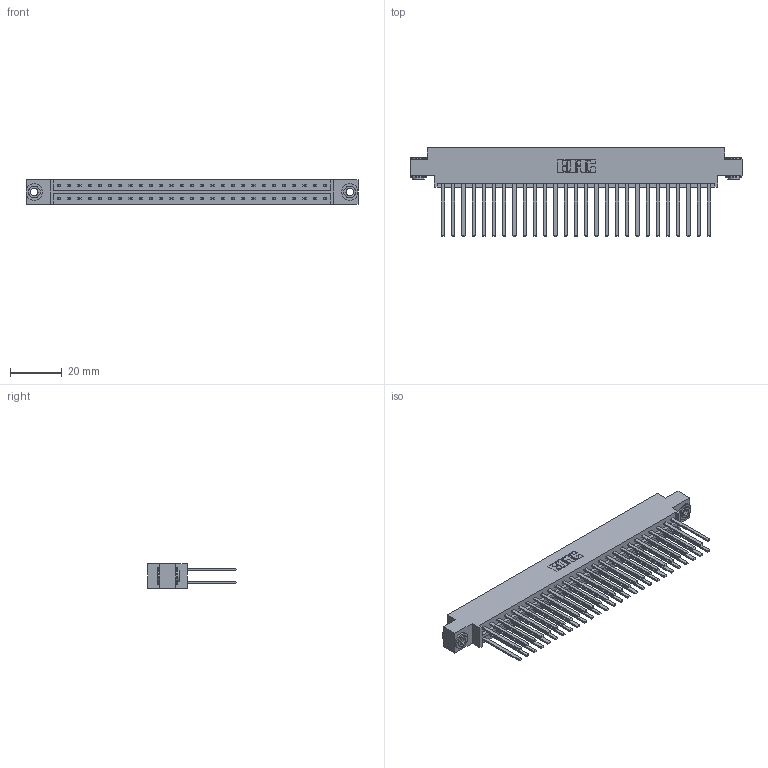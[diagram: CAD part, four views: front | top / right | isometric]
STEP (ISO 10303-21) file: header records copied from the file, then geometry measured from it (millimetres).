
FILE_DESCRIPTION (( 'STEP AP203' ), '1' );
FILE_NAME ('333-054-544-803.STEP', '2018-08-04T04:01:35', ( '' ), ( '' ), 'SwSTEP 2.0', 'SolidWorks 2016', '' );
FILE_SCHEMA (( 'CONFIG_CONTROL_DESIGN' ));
Length unit declared in the file: inch
Products named in the file (4): 333 Part_Offset - .156 Dia - TH; 345-292-001_345-293-144; 345-250-002_345-250-002-102; 333-054-544-803
Assembly tree (57 placements, depth 2):
  333-054-544-803
    333 Part_Offset - .156 Dia - TH
    345-292-001_345-293-144  x54
    345-250-002_345-250-002-102  x2
Bounding box: 128.52 x 34.3 x 9.4 mm (x, y, z)
Volume: 13529.9 mm3; surface area: 18713.5 mm2
Topology: 57 solids, 57 shells, 2640 faces, 7797 edges, 5122 vertices
Faces by surface type: plane 1812, cylinder 820, cone 8
Entity records: 19908 total; most frequent: CARTESIAN_POINT 3293, ORIENTED_EDGE 3222, DIRECTION 2869, EDGE_CURVE 1611, LINE 1463, VECTOR 1463, VERTEX_POINT 1070, AXIS2_PLACEMENT_3D 703
